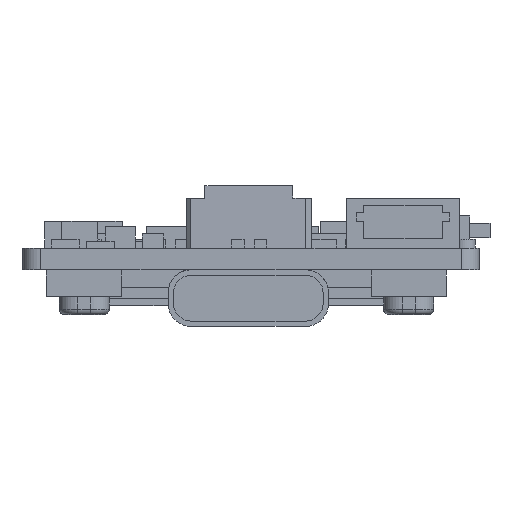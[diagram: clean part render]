
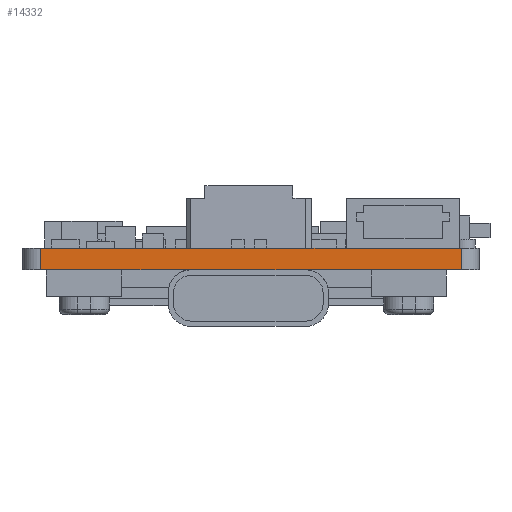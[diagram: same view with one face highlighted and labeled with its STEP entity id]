
A CAD part, front view. The second image highlights one B-rep face of the part: STEP entity #14332.
In plain terms, the highlighted planar face has unit normal (0, -1, 0).
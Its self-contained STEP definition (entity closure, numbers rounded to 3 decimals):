
#87=DIRECTION('',(1.,0.,0.));
#88=VECTOR('',#87,23.469);
#89=CARTESIAN_POINT('',(81.006,48.768,4.312));
#90=LINE('',#89,#88);
#2668=DIRECTION('',(1.,0.,0.));
#2669=VECTOR('',#2668,8.703);
#2670=CARTESIAN_POINT('',(95.772,48.768,3.112));
#2671=LINE('',#2670,#2669);
#2704=DIRECTION('',(1.,0.,0.));
#2705=VECTOR('',#2704,8.416);
#2706=CARTESIAN_POINT('',(81.006,48.768,3.112));
#2707=LINE('',#2706,#2705);
#3238=DIRECTION('',(1.,0.,0.));
#3239=VECTOR('',#3238,6.35);
#3240=CARTESIAN_POINT('',(89.422,48.768,3.112));
#3241=LINE('',#3240,#3239);
#3242=DIRECTION('',(0.,0.,-1.));
#3243=VECTOR('',#3242,1.2);
#3244=CARTESIAN_POINT('',(81.006,48.768,4.312));
#3245=LINE('',#3244,#3243);
#3246=DIRECTION('',(0.,0.,-1.));
#3247=VECTOR('',#3246,1.2);
#3248=CARTESIAN_POINT('',(104.475,48.768,4.312));
#3249=LINE('',#3248,#3247);
#8724=CARTESIAN_POINT('',(104.475,48.768,3.112));
#8726=VERTEX_POINT('',#8724);
#8727=CARTESIAN_POINT('',(104.475,48.768,4.312));
#8728=VERTEX_POINT('',#8727);
#8731=CARTESIAN_POINT('',(81.006,48.768,3.112));
#8733=VERTEX_POINT('',#8731);
#8737=CARTESIAN_POINT('',(81.006,48.768,4.312));
#8738=VERTEX_POINT('',#8737);
#9055=CARTESIAN_POINT('',(89.422,48.768,3.112));
#9056=CARTESIAN_POINT('',(95.772,48.768,3.112));
#9057=VERTEX_POINT('',#9055);
#9058=VERTEX_POINT('',#9056);
#14317=CARTESIAN_POINT('',(80.007,48.768,4.312));
#14318=DIRECTION('',(0.,-1.,0.));
#14319=DIRECTION('',(1.,0.,0.));
#14320=AXIS2_PLACEMENT_3D('',#14317,#14318,#14319);
#14321=PLANE('',#14320);
#14322=ORIENTED_EDGE('',*,*,#14307,.F.);
#14323=ORIENTED_EDGE('',*,*,#12956,.F.);
#14325=ORIENTED_EDGE('',*,*,#14324,.F.);
#14326=ORIENTED_EDGE('',*,*,#11536,.T.);
#14328=ORIENTED_EDGE('',*,*,#14327,.T.);
#14329=ORIENTED_EDGE('',*,*,#12941,.F.);
#14330=EDGE_LOOP('',(#14322,#14323,#14325,#14326,#14328,#14329));
#14331=FACE_OUTER_BOUND('',#14330,.F.);
#11536=EDGE_CURVE('',#8738,#8728,#90,.T.);
#12941=EDGE_CURVE('',#9058,#8726,#2671,.T.);
#12956=EDGE_CURVE('',#8733,#9057,#2707,.T.);
#14307=EDGE_CURVE('',#9057,#9058,#3241,.T.);
#14324=EDGE_CURVE('',#8738,#8733,#3245,.T.);
#14327=EDGE_CURVE('',#8728,#8726,#3249,.T.);
#14332=ADVANCED_FACE('',(#14331),#14321,.T.);
